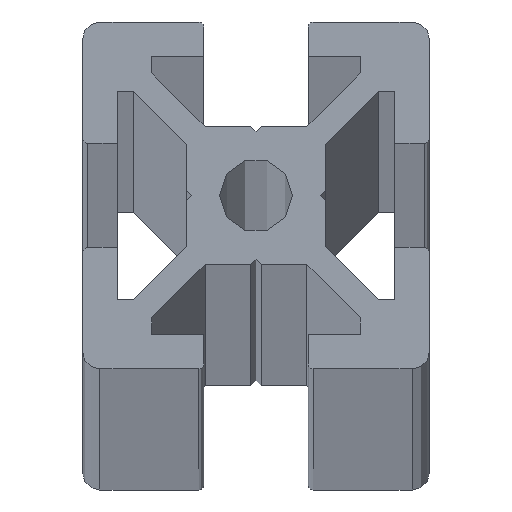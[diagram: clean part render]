
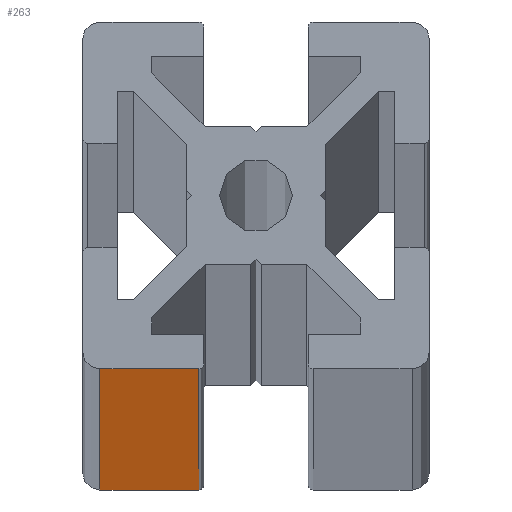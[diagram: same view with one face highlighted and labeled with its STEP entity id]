
A CAD part, top view. The second image highlights one B-rep face of the part: STEP entity #263.
In plain terms, the highlighted planar face has unit normal (0, -1, 0).
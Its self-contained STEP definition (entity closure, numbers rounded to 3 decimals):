
#1 = EDGE_LOOP ( 'NONE', ( #244, #243, #248, #247 ) ) ;
#243 = ORIENTED_EDGE ( 'NONE', *, *, #2019, .F. ) ;
#244 = ORIENTED_EDGE ( 'NONE', *, *, #1615, .T. ) ;
#247 = ORIENTED_EDGE ( 'NONE', *, *, #2018, .T. ) ;
#248 = ORIENTED_EDGE ( 'NONE', *, *, #2145, .F. ) ;
#263 = ADVANCED_FACE ( 'NONE', ( #1389 ), #1390, .F. ) ;
#633 = LINE ( 'NONE', #634, #2392 ) ;
#634 = CARTESIAN_POINT ( 'NONE',  ( -3.3, -10., 0. ) ) ;
#725 = CARTESIAN_POINT ( 'NONE',  ( -9., -10., 0. ) ) ;
#726 = CARTESIAN_POINT ( 'NONE',  ( -3.3, -10., 0. ) ) ;
#749 = DIRECTION ( 'NONE',  ( 1., 0., 0. ) ) ;
#750 = CARTESIAN_POINT ( 'NONE',  ( -9., -10., 4000. ) ) ;
#1080 = VERTEX_POINT ( 'NONE', #1158 ) ;
#1151 = VERTEX_POINT ( 'NONE', #750 ) ;
#1158 = CARTESIAN_POINT ( 'NONE',  ( -3.3, -10., 4000. ) ) ;
#1287 = VERTEX_POINT ( 'NONE', #725 ) ;
#1288 = VERTEX_POINT ( 'NONE', #726 ) ;
#1304 = CARTESIAN_POINT ( 'NONE',  ( -3.3, -10., 4000. ) ) ;
#1389 = FACE_OUTER_BOUND ( 'NONE', #1, .T. ) ;
#1390 = PLANE ( 'NONE',  #2427 ) ;
#1393 = DIRECTION ( 'NONE',  ( 0., 1., 0. ) ) ;
#1394 = DIRECTION ( 'NONE',  ( 0., 0., 1. ) ) ;
#1535 = CARTESIAN_POINT ( 'NONE',  ( -3.3, -10., 4000. ) ) ;
#1536 = DIRECTION ( 'NONE',  ( 1., 0., 0. ) ) ;
#1540 = LINE ( 'NONE', #1535, #2323 ) ;
#1615 = EDGE_CURVE ( 'NONE', #1287, #1288, #633, .T. ) ;
#1682 = LINE ( 'NONE', #1683, #2217 ) ;
#1683 = CARTESIAN_POINT ( 'NONE',  ( -9., -10., 4000. ) ) ;
#1684 = DIRECTION ( 'NONE',  ( 0., 0., -1. ) ) ;
#1685 = LINE ( 'NONE', #1712, #2218 ) ;
#1712 = CARTESIAN_POINT ( 'NONE',  ( -3.3, -10., 4000. ) ) ;
#1713 = DIRECTION ( 'NONE',  ( 0., 0., -1. ) ) ;
#2018 = EDGE_CURVE ( 'NONE', #1151, #1287, #1682, .T. ) ;
#2019 = EDGE_CURVE ( 'NONE', #1080, #1288, #1685, .T. ) ;
#2145 = EDGE_CURVE ( 'NONE', #1151, #1080, #1540, .T. ) ;
#2217 = VECTOR ( 'NONE', #1684, 1000. ) ;
#2218 = VECTOR ( 'NONE', #1713, 1000. ) ;
#2323 = VECTOR ( 'NONE', #1536, 1000. ) ;
#2392 = VECTOR ( 'NONE', #749, 1000. ) ;
#2427 = AXIS2_PLACEMENT_3D ( 'NONE', #1304, #1393, #1394 ) ;
